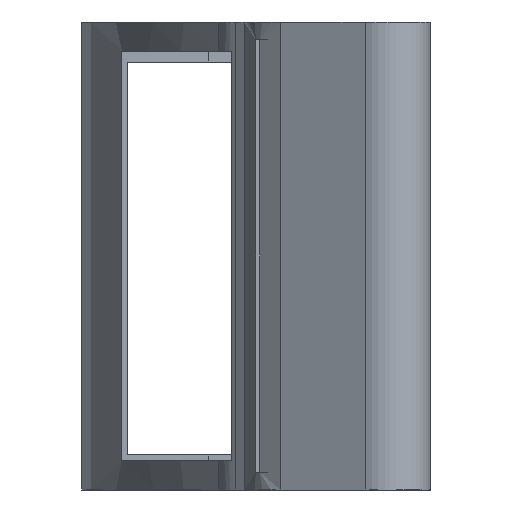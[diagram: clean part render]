
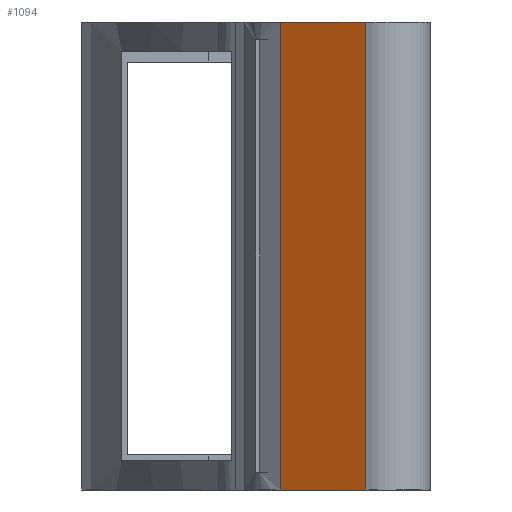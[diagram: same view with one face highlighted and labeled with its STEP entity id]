
A CAD part, left-side view. The second image highlights one B-rep face of the part: STEP entity #1094.
In plain terms, the highlighted free-form (B-spline) face has degree [1, 1] with [2, 2] control points.
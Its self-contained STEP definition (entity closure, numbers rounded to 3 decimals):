
#1094 = ADVANCED_FACE('',(#1095),#1125,.F.);
#1095 = FACE_BOUND('',#1096,.T.);
#1096 = EDGE_LOOP('',(#1097,#1106,#1113,#1120));
#1097 = ORIENTED_EDGE('',*,*,#1098,.T.);
#1098 = EDGE_CURVE('',#1099,#1101,#1103,.T.);
#1099 = VERTEX_POINT('',#1100);
#1100 = CARTESIAN_POINT('',(-1658.972,-28.128,
    -499.588));
#1101 = VERTEX_POINT('',#1102);
#1102 = CARTESIAN_POINT('',(-1759.008,-207.643,
    -499.588));
#1103 = B_SPLINE_CURVE_WITH_KNOTS('',1,(#1104,#1105),.UNSPECIFIED.,.F.,
  .F.,(2,2),(313.789,479.281),.PIECEWISE_BEZIER_KNOTS.);
#1104 = CARTESIAN_POINT('',(-1658.972,-28.128,
    -499.588));
#1105 = CARTESIAN_POINT('',(-1759.008,-207.643,
    -499.588));
#1106 = ORIENTED_EDGE('',*,*,#1107,.T.);
#1107 = EDGE_CURVE('',#1101,#1108,#1110,.T.);
#1108 = VERTEX_POINT('',#1109);
#1109 = CARTESIAN_POINT('',(-1759.008,-207.643,
    493.849));
#1110 = B_SPLINE_CURVE_WITH_KNOTS('',1,(#1111,#1112),.UNSPECIFIED.,.F.,
  .F.,(2,2),(0.,800.),.PIECEWISE_BEZIER_KNOTS.);
#1111 = CARTESIAN_POINT('',(-1759.008,-207.643,
    -499.588));
#1112 = CARTESIAN_POINT('',(-1759.008,-207.643,
    493.849));
#1113 = ORIENTED_EDGE('',*,*,#1114,.F.);
#1114 = EDGE_CURVE('',#1115,#1108,#1117,.T.);
#1115 = VERTEX_POINT('',#1116);
#1116 = CARTESIAN_POINT('',(-1658.972,-28.128,
    493.849));
#1117 = B_SPLINE_CURVE_WITH_KNOTS('',1,(#1118,#1119),.UNSPECIFIED.,.F.,
  .F.,(2,2),(313.789,479.281),.PIECEWISE_BEZIER_KNOTS.);
#1118 = CARTESIAN_POINT('',(-1658.972,-28.128,
    493.849));
#1119 = CARTESIAN_POINT('',(-1759.008,-207.643,
    493.849));
#1120 = ORIENTED_EDGE('',*,*,#1121,.T.);
#1121 = EDGE_CURVE('',#1115,#1099,#1122,.T.);
#1122 = B_SPLINE_CURVE_WITH_KNOTS('',1,(#1123,#1124),.UNSPECIFIED.,.F.,
  .F.,(2,2),(-640.,160.),.PIECEWISE_BEZIER_KNOTS.);
#1123 = CARTESIAN_POINT('',(-1658.972,-28.128,
    493.849));
#1124 = CARTESIAN_POINT('',(-1658.972,-28.128,
    -499.588));
#1125 = B_SPLINE_SURFACE_WITH_KNOTS('',1,1,(
    (#1126,#1127)
    ,(#1128,#1129
    )),.UNSPECIFIED.,.F.,.F.,.F.,(2,2),(2,2),(-400.,400.),(
    -82.746,82.746),.PIECEWISE_BEZIER_KNOTS.);
#1126 = CARTESIAN_POINT('',(-1759.008,-207.643,
    493.849));
#1127 = CARTESIAN_POINT('',(-1658.972,-28.128,
    493.849));
#1128 = CARTESIAN_POINT('',(-1759.008,-207.643,
    -499.588));
#1129 = CARTESIAN_POINT('',(-1658.972,-28.128,
    -499.588));
